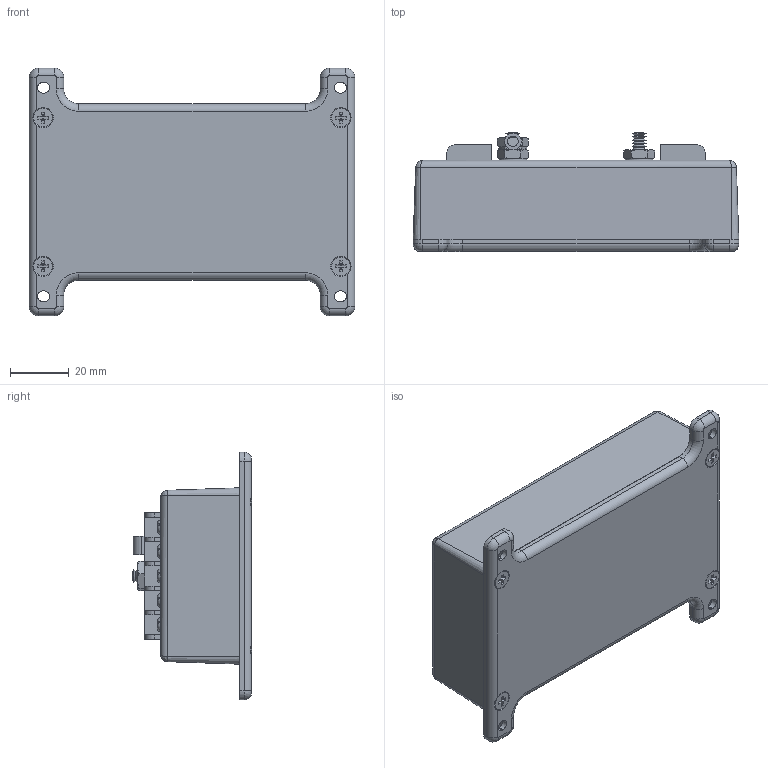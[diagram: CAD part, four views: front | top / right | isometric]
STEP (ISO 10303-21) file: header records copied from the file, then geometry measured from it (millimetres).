
FILE_DESCRIPTION (( 'STEP AP214' ), '1' );
FILE_NAME ('HGLN-CL2-12_3D.STEP', '2020-07-31T20:03:57', ( '' ), ( '' ), 'SwSTEP 2.0', 'SolidWorks 2018', '' );
FILE_SCHEMA (( 'AUTOMOTIVE_DESIGN' ));
Length unit declared in the file: inch
Products named in the file (9): XCT-0005; XFW-0002; HGLN-CL2-12_3D; HYP195; XM218-01_Standard; XFS-0039; XFS-0026; XF377-01; XFN-0003
Assembly tree (15 placements, depth 2):
  HGLN-CL2-12_3D
    XF377-01
    HYP195
    XM218-01_Standard
    XFS-0026  x2
    XFW-0002  x2
    XFN-0003  x3
    XFS-0039  x4
    XCT-0005
Bounding box: 111.15 x 40.67 x 84.58 mm (x, y, z)
Volume: 57514.6 mm3; surface area: 63715.4 mm2
Topology: 15 solids, 15 shells, 1574 faces, 3788 edges, 2271 vertices
Faces by surface type: cone 694, plane 623, cylinder 197, torus 56, bspline 4
Entity records: 44281 total; most frequent: CARTESIAN_POINT 8631, DIRECTION 5203, ORIENTED_EDGE 5176, EDGE_CURVE 2588, AXIS2_PLACEMENT_3D 1771, LINE 1661, VECTOR 1661, VERTEX_POINT 1619
